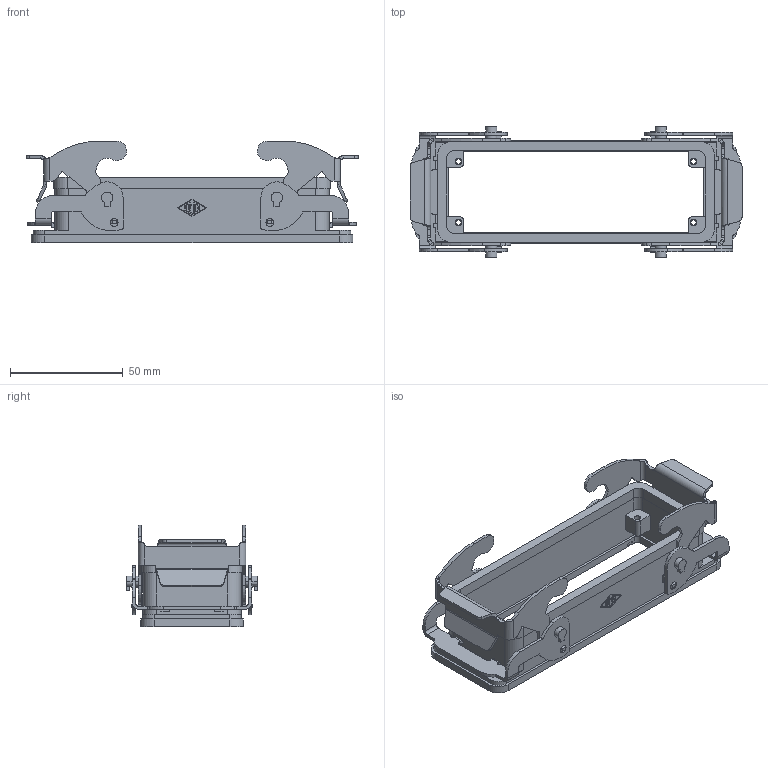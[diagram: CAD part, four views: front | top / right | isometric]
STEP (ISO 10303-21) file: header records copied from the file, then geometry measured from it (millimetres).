
FILE_DESCRIPTION((''),'2;1');
FILE_NAME('CVI 24.stp','2006-12-19T09:44:33',('gembarski'),(''),'Autodesk Inventor 7','Autodesk Inventor 7','');
FILE_SCHEMA(('AUTOMOTIVE_DESIGN { 1 0 10303 214 1 1 1 1 }'));
Length unit declared in the file: millimetre
Products named in the file (1): CVI 24
Bounding box: 146.97 x 58 x 45 mm (x, y, z)
Volume: 47674 mm3; surface area: 41403 mm2
Topology: 3 solids, 3 shells, 601 faces, 1683 edges, 1114 vertices
Faces by surface type: bspline 220, plane 199, cylinder 182
Entity records: 24106 total; most frequent: CARTESIAN_POINT 8919, ORIENTED_EDGE 3366, DIRECTION 2911, EDGE_CURVE 1683, VERTEX_POINT 1114, VECTOR 1067, LINE 1067, AXIS2_PLACEMENT_3D 922
